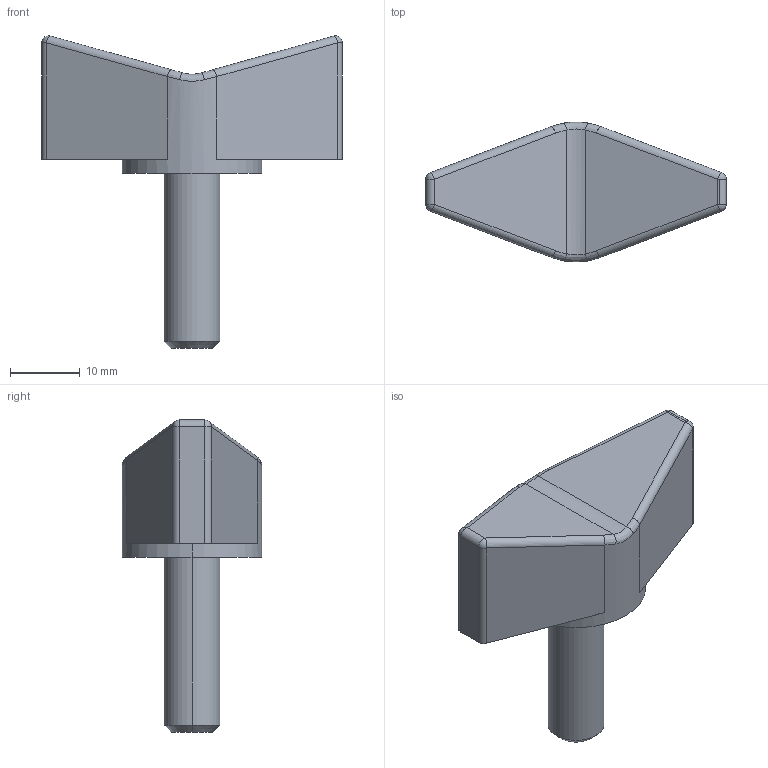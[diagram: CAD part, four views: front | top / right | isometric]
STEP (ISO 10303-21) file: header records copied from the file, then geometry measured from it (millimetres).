
FILE_DESCRIPTION (( 'STEP AP214' ), '1' );
FILE_NAME ('A963 Âèíò ñ áàðàøêîâîé ðóêîÿòêîé Ì8õ25.STEP', '2025-12-30T14:23:29', ( '' ), ( '' ), 'SwSTEP 2.0', 'SolidWorks 2025', '' );
FILE_SCHEMA (( 'AUTOMOTIVE_DESIGN' ));
Length unit declared in the file: millimetre
Products named in the file (1): A963 Винт с барашковой рукояткой М8х25
Bounding box: 43 x 20 x 44.68 mm (x, y, z)
Volume: 9838.5 mm3; surface area: 3494.2 mm2
Topology: 1 solids, 1 shells, 43 faces, 95 edges, 56 vertices
Faces by surface type: cylinder 18, plane 13, bspline 6, sphere 4, cone 2
Entity records: 1272 total; most frequent: CARTESIAN_POINT 325, DIRECTION 201, ORIENTED_EDGE 190, EDGE_CURVE 95, AXIS2_PLACEMENT_3D 80, VERTEX_POINT 56, EDGE_LOOP 45, ADVANCED_FACE 43
